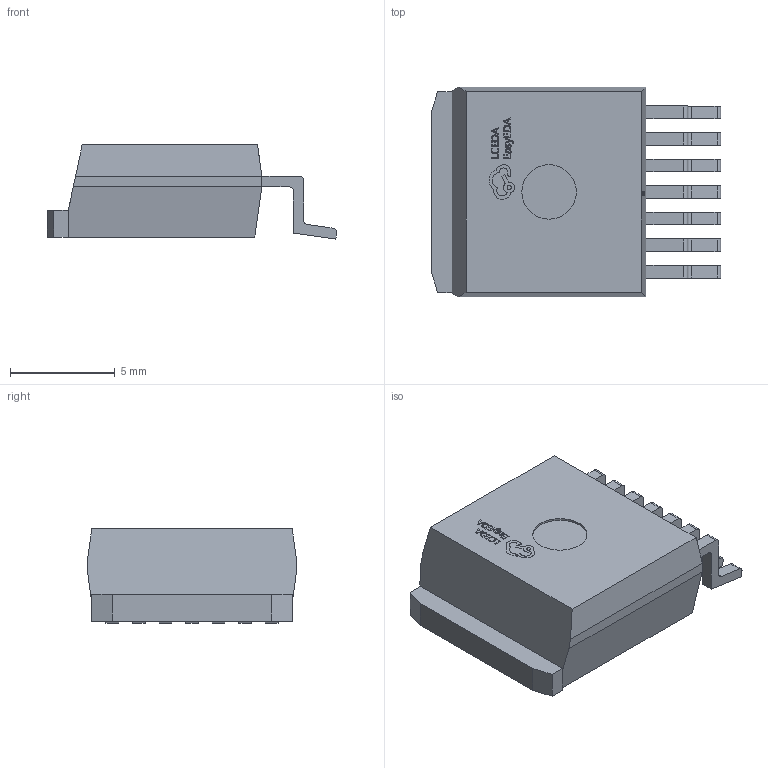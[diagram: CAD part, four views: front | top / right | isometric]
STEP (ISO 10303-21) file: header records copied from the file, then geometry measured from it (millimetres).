
FILE_DESCRIPTION (( 'STEP AP214' ), '1' );
FILE_NAME ('PG-TO220-7_L10.0-W9.3-H4.5-P1.27-LS13.9-BR.step', '2022-07-08T08:33:34', ( '' ), ( '' ), 'SwSTEP 2.0', 'SolidWorks 2020', '' );
FILE_SCHEMA (( 'AUTOMOTIVE_DESIGN' ));
Length unit declared in the file: millimetre
Products named in the file (1): PG-TO220-7_L10.0-W9.3-H4.5-P1.27-LS13.9-BR
Bounding box: 13.82 x 10 x 4.5 mm (x, y, z)
Volume: 405.1 mm3; surface area: 439.6 mm2
Topology: 1 solids, 1 shells, 411 faces, 1110 edges, 728 vertices
Faces by surface type: plane 267, bspline 114, cylinder 30
Entity records: 16866 total; most frequent: CARTESIAN_POINT 4612, ORIENTED_EDGE 2220, DIRECTION 1534, EDGE_CURVE 1110, LINE 818, VECTOR 818, VERTEX_POINT 728, EDGE_LOOP 438
